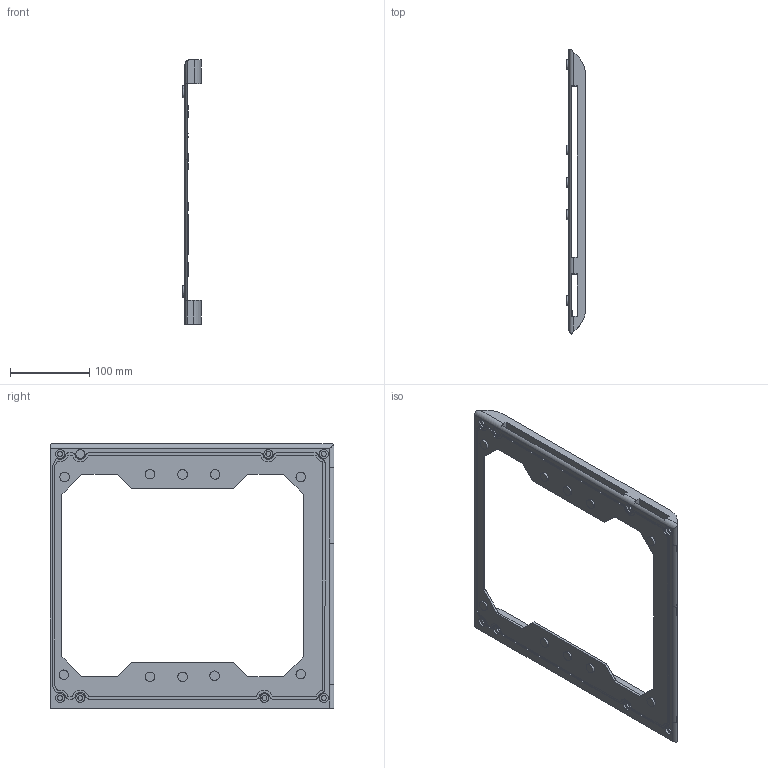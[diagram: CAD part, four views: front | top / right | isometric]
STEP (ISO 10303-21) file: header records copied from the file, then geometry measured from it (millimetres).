
FILE_DESCRIPTION(/* description */ (''),/* implementation_level */ '2;1');
FILE_NAME(/* name */ 'Magnetic Front Door.step',/* time_stamp */ '2022-05-26T10:13:55-07:00',/* author */ (''),/* organization */ (''),/* preprocessor_version */ 'ST-DEVELOPER v18.1',/* originating_system */ 'Autodesk Translation Framework v10.14.0.1471',/* authorisation */ '');
FILE_SCHEMA (('AUTOMOTIVE_DESIGN { 1 0 10303 214 3 1 1 }'));
Length unit declared in the file: millimetre
Products named in the file (1): Magnetic Front Door.
Bounding box: 23.68 x 357.95 x 333.49 mm (x, y, z)
Volume: 374976.9 mm3; surface area: 158913.2 mm2
Topology: 1 solids, 1 shells, 263 faces, 582 edges, 341 vertices
Faces by surface type: plane 183, cylinder 80
Full cylindrical faces by diameter (mm): 6.3 x7, 11.3 x8, 12 x10
Entity records: 7130 total; most frequent: DIRECTION 1272, CARTESIAN_POINT 1187, ORIENTED_EDGE 1164, EDGE_CURVE 582, AXIS2_PLACEMENT_3D 426, LINE 420, VECTOR 420, VERTEX_POINT 341
